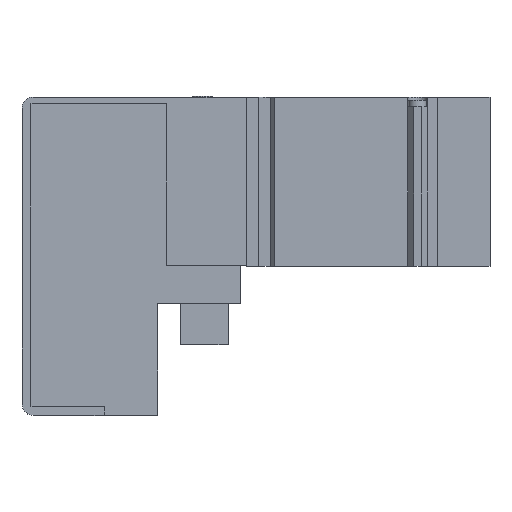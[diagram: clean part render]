
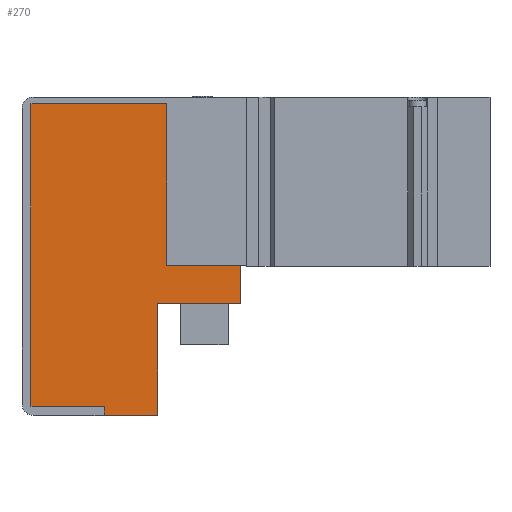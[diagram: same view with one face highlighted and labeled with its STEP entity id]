
A CAD part, top view. The second image highlights one B-rep face of the part: STEP entity #270.
In plain terms, the highlighted planar face has unit normal (0, 0, 1).
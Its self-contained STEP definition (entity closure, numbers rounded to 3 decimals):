
#270 = ADVANCED_FACE( '', ( #550 ), #551, .T. );
#550 = FACE_OUTER_BOUND( '', #826, .T. );
#551 = PLANE( '', #827 );
#826 = EDGE_LOOP( '', ( #1547, #1548, #1549, #1550, #1551, #1552, #1553, #1554, #1555, #1556 ) );
#827 = AXIS2_PLACEMENT_3D( '', #1557, #1558, #1559 );
#1547 = ORIENTED_EDGE( '', *, *, #1705, .T. );
#1548 = ORIENTED_EDGE( '', *, *, #1646, .T. );
#1549 = ORIENTED_EDGE( '', *, *, #1758, .T. );
#1550 = ORIENTED_EDGE( '', *, *, #1825, .T. );
#1551 = ORIENTED_EDGE( '', *, *, #1783, .T. );
#1552 = ORIENTED_EDGE( '', *, *, #1858, .T. );
#1553 = ORIENTED_EDGE( '', *, *, #1764, .T. );
#1554 = ORIENTED_EDGE( '', *, *, #1606, .T. );
#1555 = ORIENTED_EDGE( '', *, *, #1714, .T. );
#1556 = ORIENTED_EDGE( '', *, *, #1700, .T. );
#1557 = CARTESIAN_POINT( '', ( 0., 0., 5.09 ) );
#1558 = DIRECTION( '', ( 0., 0., 1. ) );
#1559 = DIRECTION( '', ( 1., 0., 0. ) );
#1606 = EDGE_CURVE( '', #1902, #1900, #1903, .T. );
#1646 = EDGE_CURVE( '', #1974, #1975, #1976, .T. );
#1700 = EDGE_CURVE( '', #2066, #2067, #2068, .T. );
#1705 = EDGE_CURVE( '', #2067, #1974, #2075, .T. );
#1714 = EDGE_CURVE( '', #1900, #2066, #2086, .T. );
#1758 = EDGE_CURVE( '', #1975, #2152, #2153, .T. );
#1764 = EDGE_CURVE( '', #2160, #1902, #2161, .T. );
#1783 = EDGE_CURVE( '', #2189, #2187, #2190, .T. );
#1825 = EDGE_CURVE( '', #2152, #2189, #2246, .T. );
#1858 = EDGE_CURVE( '', #2187, #2160, #2284, .T. );
#1900 = VERTEX_POINT( '', #2329 );
#1902 = VERTEX_POINT( '', #2332 );
#1903 = LINE( '', #2333, #2334 );
#1974 = VERTEX_POINT( '', #2437 );
#1975 = VERTEX_POINT( '', #2438 );
#1976 = LINE( '', #2439, #2440 );
#2066 = VERTEX_POINT( '', #2558 );
#2067 = VERTEX_POINT( '', #2559 );
#2068 = LINE( '', #2560, #2561 );
#2075 = LINE( '', #2571, #2572 );
#2086 = LINE( '', #2584, #2585 );
#2152 = VERTEX_POINT( '', #2681 );
#2153 = LINE( '', #2682, #2683 );
#2160 = VERTEX_POINT( '', #2694 );
#2161 = LINE( '', #2695, #2696 );
#2187 = VERTEX_POINT( '', #2736 );
#2189 = VERTEX_POINT( '', #2739 );
#2190 = LINE( '', #2740, #2741 );
#2246 = LINE( '', #2827, #2828 );
#2284 = LINE( '', #2880, #2881 );
#2329 = CARTESIAN_POINT( '', ( -6.7, 14.1, 5.09 ) );
#2332 = CARTESIAN_POINT( '', ( 6.45, 14.1, 5.09 ) );
#2333 = CARTESIAN_POINT( '', ( 6.45, 14.1, 5.09 ) );
#2334 = VECTOR( '', #2935, 1000. );
#2437 = CARTESIAN_POINT( '', ( -30.8, -11., 5.09 ) );
#2438 = CARTESIAN_POINT( '', ( -17.8, -11., 5.09 ) );
#2439 = CARTESIAN_POINT( '', ( -30.8, -11., 5.09 ) );
#2440 = VECTOR( '', #2971, 1000. );
#2558 = CARTESIAN_POINT( '', ( -6.7, 42.8, 5.09 ) );
#2559 = CARTESIAN_POINT( '', ( -30.8, 42.8, 5.09 ) );
#2560 = CARTESIAN_POINT( '', ( -6.7, 42.8, 5.09 ) );
#2561 = VECTOR( '', #3045, 1000. );
#2571 = CARTESIAN_POINT( '', ( -30.8, 42.8, 5.09 ) );
#2572 = VECTOR( '', #3049, 1000. );
#2584 = CARTESIAN_POINT( '', ( -6.7, 14.1, 5.09 ) );
#2585 = VECTOR( '', #3066, 1000. );
#2681 = CARTESIAN_POINT( '', ( -17.8, -12.59, 5.09 ) );
#2682 = CARTESIAN_POINT( '', ( -17.8, -11., 5.09 ) );
#2683 = VECTOR( '', #3103, 1000. );
#2694 = CARTESIAN_POINT( '', ( 6.45, 7.3, 5.09 ) );
#2695 = CARTESIAN_POINT( '', ( 6.45, 7.3, 5.09 ) );
#2696 = VECTOR( '', #3108, 1000. );
#2736 = CARTESIAN_POINT( '', ( -8.3, 7.3, 5.09 ) );
#2739 = CARTESIAN_POINT( '', ( -8.3, -12.59, 5.09 ) );
#2740 = CARTESIAN_POINT( '', ( -8.3, -12.59, 5.09 ) );
#2741 = VECTOR( '', #3124, 1000. );
#2827 = CARTESIAN_POINT( '', ( -17.8, -12.59, 5.09 ) );
#2828 = VECTOR( '', #3157, 1000. );
#2880 = CARTESIAN_POINT( '', ( -8.3, 7.3, 5.09 ) );
#2881 = VECTOR( '', #3180, 1000. );
#2935 = DIRECTION( '', ( -1., 0., 0. ) );
#2971 = DIRECTION( '', ( 1., 0., 0. ) );
#3045 = DIRECTION( '', ( -1., 0., 0. ) );
#3049 = DIRECTION( '', ( 0., -1., 0. ) );
#3066 = DIRECTION( '', ( 0., 1., 0. ) );
#3103 = DIRECTION( '', ( 0., -1., 0. ) );
#3108 = DIRECTION( '', ( 0., 1., 0. ) );
#3124 = DIRECTION( '', ( 0., 1., 0. ) );
#3157 = DIRECTION( '', ( 1., 0., 0. ) );
#3180 = DIRECTION( '', ( 1., 0., 0. ) );
